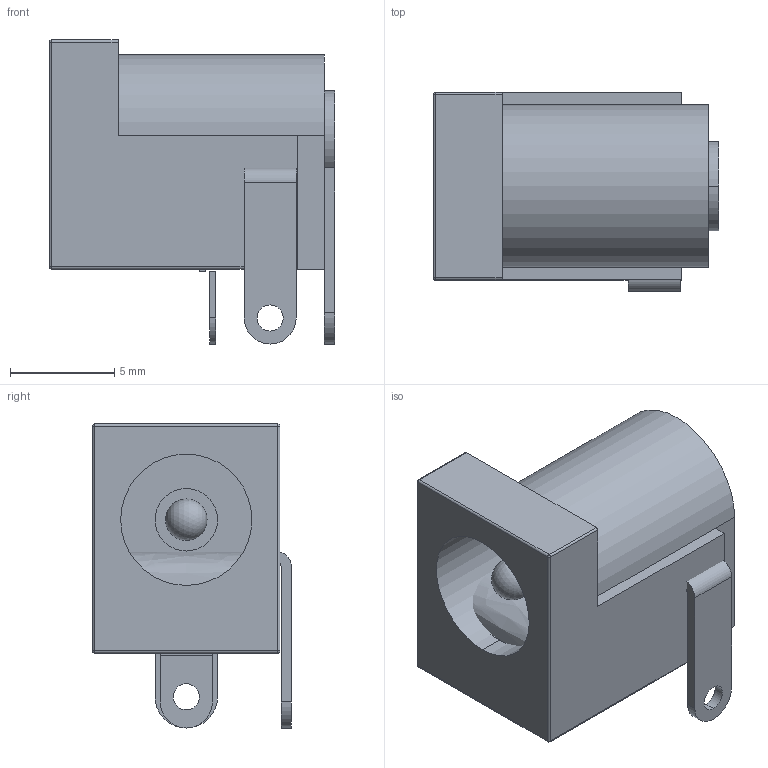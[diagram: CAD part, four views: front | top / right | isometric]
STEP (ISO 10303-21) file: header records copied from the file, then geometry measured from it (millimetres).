
FILE_DESCRIPTION(('FreeCAD Model'),'2;1');
FILE_NAME( 'barrel_jack_horizontal_119.step', '2020-04-26T21:22:42',('Author'),(''), 'Open CASCADE STEP processor 7.3','FreeCAD','Unknown');
FILE_SCHEMA(('AUTOMOTIVE_DESIGN_CC2 { 1 2 10303 214 -1 1 5 4 }'));
Length unit declared in the file: millimetre
Products named in the file (5): Slice.1; Slice.002; Slice.003; _19001; _19
Bounding box: 13.7 x 9.55 x 14.6 mm (x, y, z)
Volume: 902.3 mm3; surface area: 1205 mm2
Topology: 5 solids, 5 shells, 83 faces, 203 edges, 129 vertices
Faces by surface type: plane 43, cylinder 33, sphere 5, bspline 2
Entity records: 2633 total; most frequent: CARTESIAN_POINT 540, DIRECTION 429, ORIENTED_EDGE 394, EDGE_CURVE 197, AXIS2_PLACEMENT_3D 154, VERTEX_POINT 129, LINE 121, VECTOR 121
